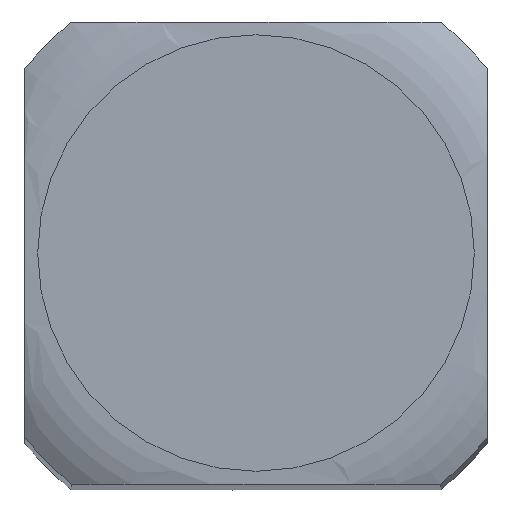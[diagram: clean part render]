
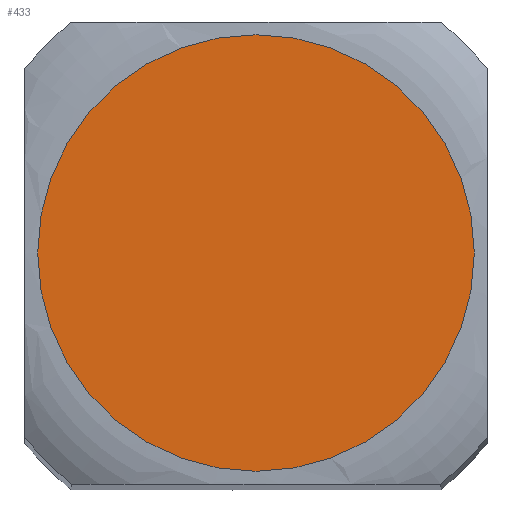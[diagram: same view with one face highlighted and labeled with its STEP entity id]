
A CAD part, top view. The second image highlights one B-rep face of the part: STEP entity #433.
In plain terms, the highlighted planar face has unit normal (0, 0, 1).
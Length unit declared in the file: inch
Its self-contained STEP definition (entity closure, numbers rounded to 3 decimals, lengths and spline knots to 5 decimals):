
#295=CARTESIAN_POINT('',(-0.05906,0.0,0.465));
#296=VERTEX_POINT('',#295);
#297=CARTESIAN_POINT('',(0.0,0.0,0.465));
#298=DIRECTION('',(0.0,0.0,1.0));
#299=DIRECTION('',(-1.0,0.0,0.0));
#300=AXIS2_PLACEMENT_3D('',#297,#298,#299);
#301=CIRCLE('',#300,0.05906);
#302=EDGE_CURVE('',#296,#296,#301,.T.);
#425=CARTESIAN_POINT('',(0.,0.,0.465));
#426=DIRECTION('',(0.0,0.0,1.0));
#427=DIRECTION('',(1.0,0.0,0.0));
#428=AXIS2_PLACEMENT_3D('',#425,#426,#427);
#429=PLANE('',#428);
#430=ORIENTED_EDGE('',*,*,#302,.T.);
#431=EDGE_LOOP('',(#430));
#432=FACE_OUTER_BOUND('',#431,.T.);
#433=ADVANCED_FACE('',(#432),#429,.T.);
